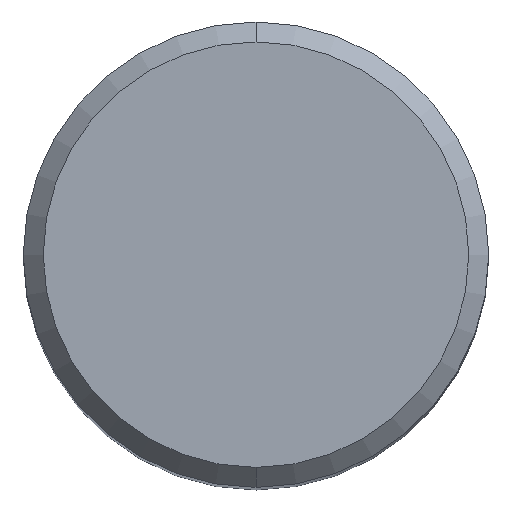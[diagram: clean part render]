
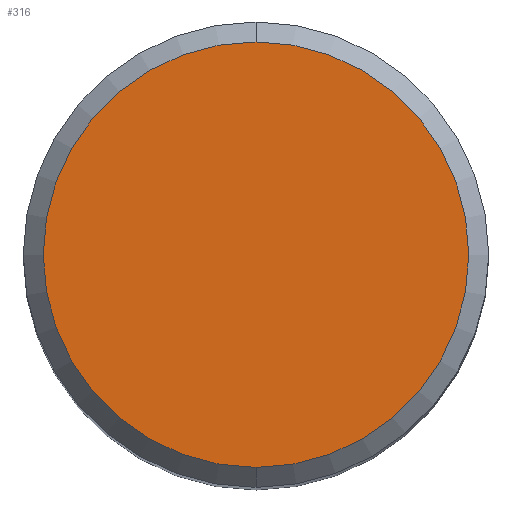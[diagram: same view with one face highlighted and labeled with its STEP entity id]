
A CAD part, top view. The second image highlights one B-rep face of the part: STEP entity #316.
In plain terms, the highlighted planar face has unit normal (0, 0, 1).
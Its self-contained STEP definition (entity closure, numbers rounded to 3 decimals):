
#208=EDGE_CURVE('',#454,#440,#512,.T.);
#316=ADVANCED_FACE('',(#635),#636,.T.);
#416=EDGE_CURVE('',#440,#454,#745,.T.);
#440=VERTEX_POINT('',#771);
#454=VERTEX_POINT('',#785);
#512=CIRCLE('',#890,6.4);
#635=FACE_OUTER_BOUND('',#1152,.T.);
#636=PLANE('',#1153);
#745=CIRCLE('',#1369,6.4);
#771=CARTESIAN_POINT('',(0.0,6.4,0.0));
#785=CARTESIAN_POINT('',(0.,-6.4,0.0));
#890=AXIS2_PLACEMENT_3D('',#1522,#1523,#1524);
#1152=EDGE_LOOP('',(#1685,#1686));
#1153=AXIS2_PLACEMENT_3D('',#1687,#1688,#1689);
#1369=AXIS2_PLACEMENT_3D('',#1808,#1809,#1810);
#1522=CARTESIAN_POINT('',(0.0,0.0,0.0));
#1523=DIRECTION('',(0.0,0.0,-1.0));
#1524=DIRECTION('',(0.0,1.0,0.0));
#1685=ORIENTED_EDGE('',*,*,#416,.F.);
#1686=ORIENTED_EDGE('',*,*,#208,.F.);
#1687=CARTESIAN_POINT('',(0.0,3.2,0.0));
#1688=DIRECTION('',(-0.0,0.0,1.0));
#1689=DIRECTION('',(0.0,-1.0,0.0));
#1808=CARTESIAN_POINT('',(0.0,0.0,0.0));
#1809=DIRECTION('',(0.0,0.0,-1.0));
#1810=DIRECTION('',(0.0,1.0,0.0));
